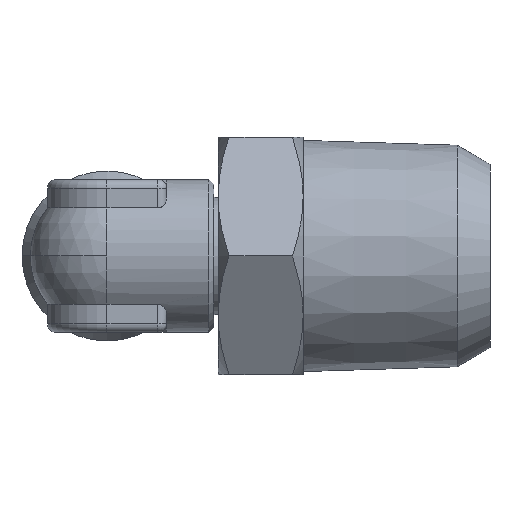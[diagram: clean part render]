
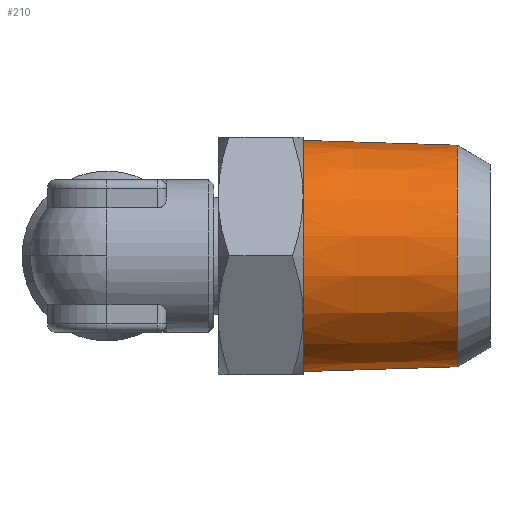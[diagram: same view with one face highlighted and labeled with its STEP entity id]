
A CAD part, left-side view. The second image highlights one B-rep face of the part: STEP entity #210.
In plain terms, the highlighted conical face has half-angle 1.79 degrees and reference radius 6.521 mm.
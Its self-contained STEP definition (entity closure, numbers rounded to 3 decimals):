
#210 = ADVANCED_FACE ( 'NONE', ( #2450 ), #2458, .T. ) ;
#606 = EDGE_CURVE ( 'NONE', #2282, #5481, #5321, .T. ) ;
#644 = EDGE_CURVE ( 'NONE', #5479, #5480, #5336, .T. ) ;
#1344 = AXIS2_PLACEMENT_3D ( 'NONE', #2664, #2665, #2673 ) ;
#1550 = EDGE_LOOP ( 'NONE', ( #5588, #5589, #5590, #5591 ) ) ;
#1697 = EDGE_CURVE ( 'NONE', #5479, #2282, #5466, .T. ) ;
#1699 = EDGE_CURVE ( 'NONE', #5480, #5481, #5464, .T. ) ;
#2282 = VERTEX_POINT ( 'NONE', #4273 ) ;
#2450 = FACE_OUTER_BOUND ( 'NONE', #1550, .T. ) ;
#2458 = CONICAL_SURFACE ( 'NONE', #1344, 6.521, 0.031 ) ;
#2664 = CARTESIAN_POINT ( 'NONE',  ( 0., -4.908, 0. ) ) ;
#2665 = DIRECTION ( 'NONE',  ( 0., 1., 0. ) ) ;
#2673 = DIRECTION ( 'NONE',  ( 0., 0., 1. ) ) ;
#3359 = AXIS2_PLACEMENT_3D ( 'NONE', #5778, #5779, #5780 ) ;
#3367 = AXIS2_PLACEMENT_3D ( 'NONE', #5972, #5973, #5974 ) ;
#4273 = CARTESIAN_POINT ( 'NONE',  ( 0., 4.15, 6.805 ) ) ;
#4539 = CARTESIAN_POINT ( 'NONE',  ( 0., 4.15, -6.805 ) ) ;
#4552 = CARTESIAN_POINT ( 'NONE',  ( 0., -4.908, 6.521 ) ) ;
#4553 = CARTESIAN_POINT ( 'NONE',  ( 0., -4.908, -6.521 ) ) ;
#5321 = CIRCLE ( 'NONE', #3359, 6.805 ) ;
#5336 = CIRCLE ( 'NONE', #3367, 6.521 ) ;
#5464 = LINE ( 'NONE', #6249, #5471 ) ;
#5466 = LINE ( 'NONE', #6243, #5468 ) ;
#5468 = VECTOR ( 'NONE', #6239, 1000. ) ;
#5471 = VECTOR ( 'NONE', #6244, 1000. ) ;
#5479 = VERTEX_POINT ( 'NONE', #4552 ) ;
#5480 = VERTEX_POINT ( 'NONE', #4553 ) ;
#5481 = VERTEX_POINT ( 'NONE', #4539 ) ;
#5588 = ORIENTED_EDGE ( 'NONE', *, *, #1699, .F. ) ;
#5589 = ORIENTED_EDGE ( 'NONE', *, *, #644, .F. ) ;
#5590 = ORIENTED_EDGE ( 'NONE', *, *, #1697, .T. ) ;
#5591 = ORIENTED_EDGE ( 'NONE', *, *, #606, .T. ) ;
#5778 = CARTESIAN_POINT ( 'NONE',  ( 0., 4.15, 0. ) ) ;
#5779 = DIRECTION ( 'NONE',  ( 0., -1., 0. ) ) ;
#5780 = DIRECTION ( 'NONE',  ( 0., 0., -1. ) ) ;
#5972 = CARTESIAN_POINT ( 'NONE',  ( 0., -4.908, 0. ) ) ;
#5973 = DIRECTION ( 'NONE',  ( 0., -1., 0. ) ) ;
#5974 = DIRECTION ( 'NONE',  ( 0., 0., -1. ) ) ;
#6239 = DIRECTION ( 'NONE',  ( 0., 1., 0.031 ) ) ;
#6243 = CARTESIAN_POINT ( 'NONE',  ( 0., -4.908, 6.521 ) ) ;
#6244 = DIRECTION ( 'NONE',  ( 0., 1., -0.031 ) ) ;
#6249 = CARTESIAN_POINT ( 'NONE',  ( 0., -4.908, -6.521 ) ) ;
